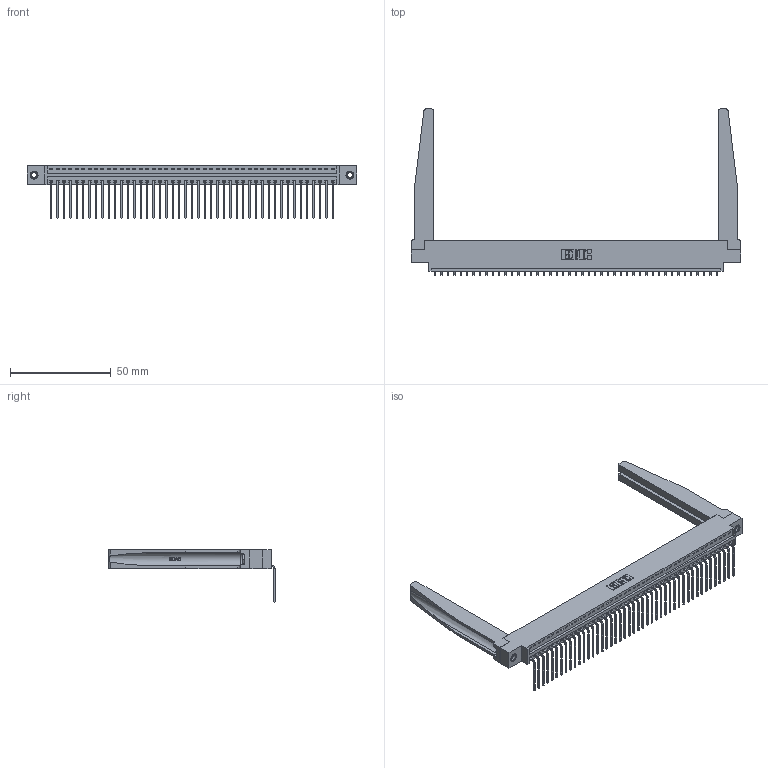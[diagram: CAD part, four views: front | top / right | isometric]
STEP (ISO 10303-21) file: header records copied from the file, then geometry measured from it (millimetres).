
FILE_DESCRIPTION (( 'STEP AP203' ), '1' );
FILE_NAME ('346-045-559-678.STEP', '2022-05-09T19:20:46', ( '' ), ( '' ), 'SwSTEP 2.0', 'SolidWorks 2020', '' );
FILE_SCHEMA (( 'CONFIG_CONTROL_DESIGN' ));
Length unit declared in the file: inch
Products named in the file (5): 345-250-001_345-250-001-102; 345-292-001_558 559 Tail - 1; 346-220-078_345-220-078; 346-045-559-678; 346 Part_0.170 Offset - 0.156 Dia-TH
Assembly tree (50 placements, depth 2):
  346-045-559-678
    346 Part_0.170 Offset - 0.156 Dia-TH
    345-292-001_558 559 Tail - 1  x45
    346-220-078_345-220-078  x2
    345-250-001_345-250-001-102  x2
Bounding box: 163.45 x 82.36 x 26.16 mm (x, y, z)
Volume: 22552.4 mm3; surface area: 27212 mm2
Topology: 50 solids, 50 shells, 3074 faces, 9175 edges, 6046 vertices
Faces by surface type: plane 2126, cylinder 896, bspline 36, cone 12, torus 4
Entity records: 32904 total; most frequent: CARTESIAN_POINT 6556, ORIENTED_EDGE 5422, DIRECTION 4763, EDGE_CURVE 2711, LINE 2305, VECTOR 2305, VERTEX_POINT 1800, AXIS2_PLACEMENT_3D 1229
